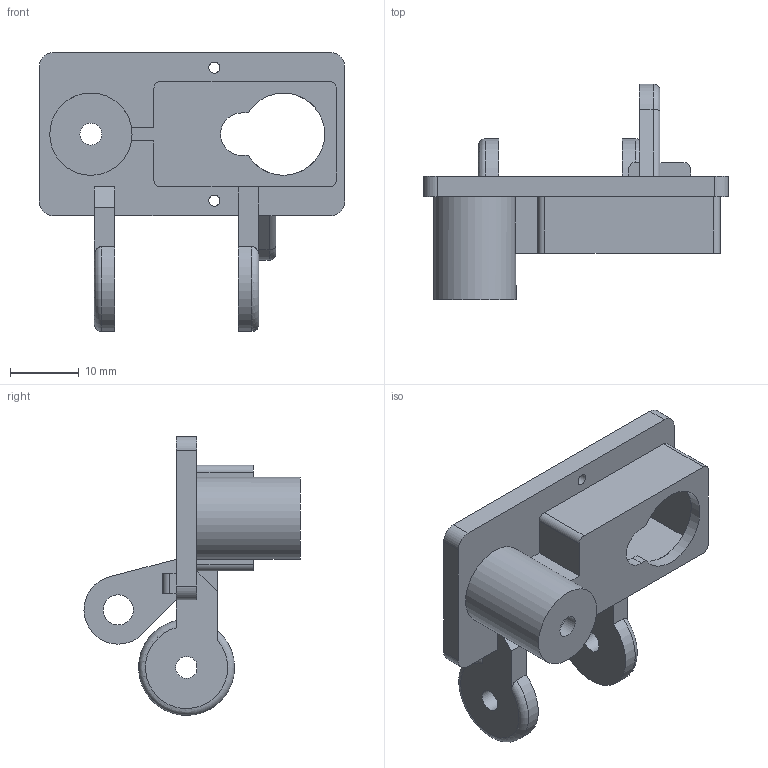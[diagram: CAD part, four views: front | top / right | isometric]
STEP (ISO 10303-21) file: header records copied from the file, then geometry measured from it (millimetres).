
FILE_DESCRIPTION(/* description */ (''),/* implementation_level */ '2;1');
FILE_NAME(/* name */ 'part13.step',/* time_stamp */ '2018-01-15T18:46:14+09:00',/* author */ (''),/* organization */ (''),/* preprocessor_version */ 'ST-DEVELOPER v16.13',/* originating_system */ 'Autodesk Translation Framework v6.5.0.72',/* authorisation */ '');
FILE_SCHEMA (('AUTOMOTIVE_DESIGN { 1 0 10303 214 3 1 1 }'));
Length unit declared in the file: millimetre
Products named in the file (1): Fusion コンポーネント
Bounding box: 44.5 x 31.52 x 40.68 mm (x, y, z)
Volume: 5957.9 mm3; surface area: 6001.8 mm2
Topology: 1 solids, 1 shells, 76 faces, 215 edges, 141 vertices
Faces by surface type: plane 48, cylinder 25, torus 3
Full cylindrical faces by diameter (mm): 1.6 x2, 3.2 x1, 4.4 x1, 8 x1, 12 x1
Entity records: 2559 total; most frequent: CARTESIAN_POINT 469, ORIENTED_EDGE 430, DIRECTION 425, EDGE_CURVE 215, LINE 151, VECTOR 151, VERTEX_POINT 141, AXIS2_PLACEMENT_3D 137
